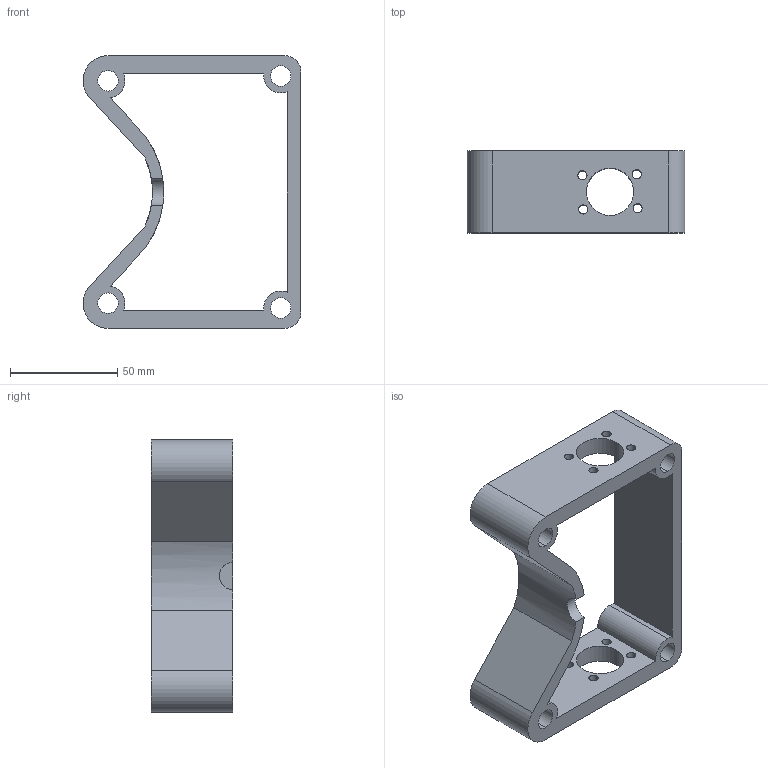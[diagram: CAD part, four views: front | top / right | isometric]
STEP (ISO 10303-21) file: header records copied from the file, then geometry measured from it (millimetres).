
FILE_DESCRIPTION (( 'STEP AP214' ), '1' );
FILE_NAME ('TPU Body.STEP', '2023-07-12T00:32:41', ( '' ), ( '' ), 'SwSTEP 2.0', 'SolidWorks 2022', '' );
FILE_SCHEMA (( 'AUTOMOTIVE_DESIGN' ));
Length unit declared in the file: inch
Products named in the file (1): TPU Body
Bounding box: 101.56 x 38.1 x 127 mm (x, y, z)
Volume: 117525.6 mm3; surface area: 43943.4 mm2
Topology: 1 solids, 1 shells, 52 faces, 153 edges, 102 vertices
Faces by surface type: cylinder 40, plane 12
Entity records: 1957 total; most frequent: CARTESIAN_POINT 392, DIRECTION 337, ORIENTED_EDGE 306, EDGE_CURVE 153, AXIS2_PLACEMENT_3D 133, VERTEX_POINT 102, EDGE_LOOP 81, CIRCLE 80
